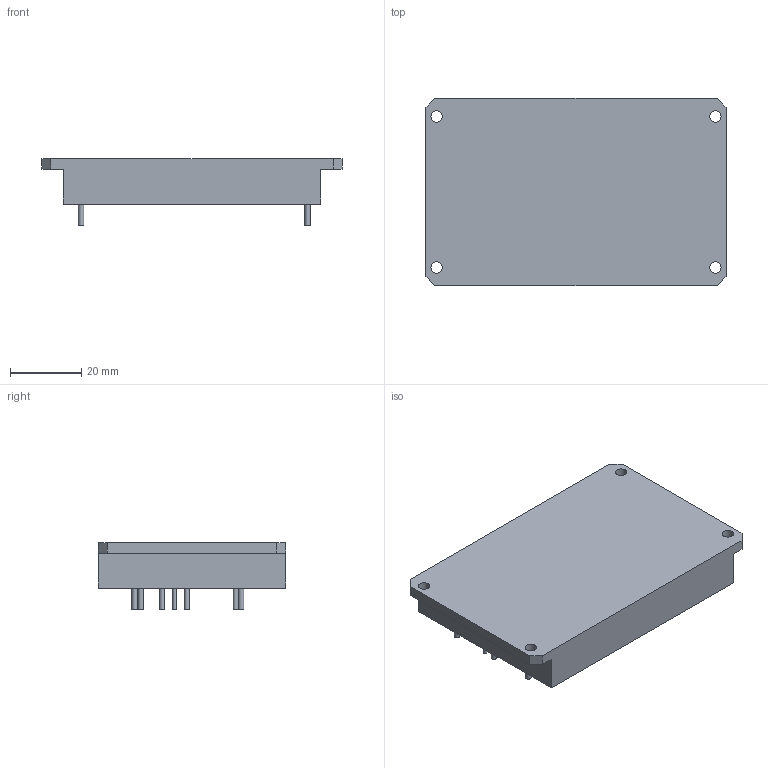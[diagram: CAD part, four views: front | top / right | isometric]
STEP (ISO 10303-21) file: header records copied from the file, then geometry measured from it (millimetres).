
FILE_DESCRIPTION(('STEP AP214'), '1');
FILE_NAME('MDVi80-1D12', '', ('UNSPECIFIED'), ('UNSPECIFIED'), 'ASCON STEP Converter 1.3', 'ASCON Math Kernel', '');
FILE_SCHEMA(('AUTOMOTIVE_DESIGN { 1 0 10303 214 3 1 1}'));
Length unit declared in the file: millimetre
Bounding box: 84.5 x 52.7 x 18.85 mm (x, y, z)
Volume: 50926 mm3; surface area: 12411.1 mm2
Topology: 1 solids, 1 shells, 862 faces, 2484 edges, 1656 vertices
Faces by surface type: cylinder 459, plane 403
Full cylindrical faces by diameter (mm): 1 x1, 1.5 x6, 3.2 x4
Entity records: 35487 total; most frequent: DIRECTION 5117, CARTESIAN_POINT 4992, ORIENTED_EDGE 4946, EDGE_CURVE 2473, AXIS2_PLACEMENT_3D 1781, VERTEX_POINT 1656, LINE 1555, VECTOR 1555
